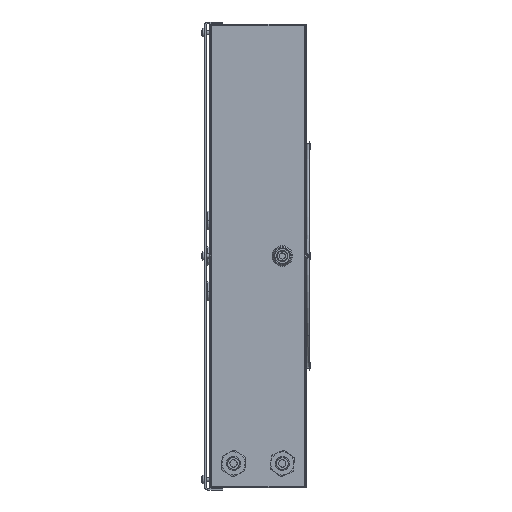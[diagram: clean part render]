
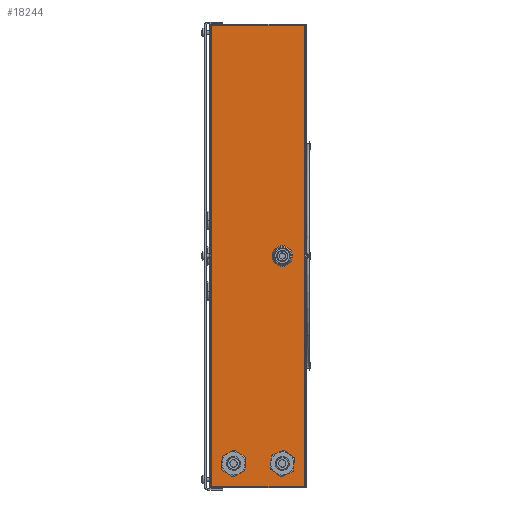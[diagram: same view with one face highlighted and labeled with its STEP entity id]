
A CAD part, left-side view. The second image highlights one B-rep face of the part: STEP entity #18244.
In plain terms, the highlighted planar face has unit normal (-1, 0, 0).
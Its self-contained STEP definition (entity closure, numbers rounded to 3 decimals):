
#180 = AXIS2_PLACEMENT_3D ( 'NONE', #18330, #32791, #6541 ) ;
#363 = ORIENTED_EDGE ( 'NONE', *, *, #5063, .T. ) ;
#743 = DIRECTION ( 'NONE',  ( 0., 1., 0. ) ) ;
#1481 = CARTESIAN_POINT ( 'NONE',  ( -600., 80., 188.929 ) ) ;
#1609 = ORIENTED_EDGE ( 'NONE', *, *, #8722, .T. ) ;
#1791 = VERTEX_POINT ( 'NONE', #36055 ) ;
#1924 = AXIS2_PLACEMENT_3D ( 'NONE', #23321, #29450, #5713 ) ;
#3070 = CARTESIAN_POINT ( 'NONE',  ( -600., 52.5, -170. ) ) ;
#3296 = EDGE_CURVE ( 'NONE', #6505, #29225, #30056, .T. ) ;
#3503 = CARTESIAN_POINT ( 'NONE',  ( -600., 20., 8.375 ) ) ;
#3625 = ORIENTED_EDGE ( 'NONE', *, *, #20274, .F. ) ;
#4252 = CARTESIAN_POINT ( 'NONE',  ( -600., 12.5, -170. ) ) ;
#4432 = DIRECTION ( 'NONE',  ( 0., 1., 0. ) ) ;
#4921 = VERTEX_POINT ( 'NONE', #22748 ) ;
#5063 = EDGE_CURVE ( 'NONE', #17662, #16992, #8789, .T. ) ;
#5414 = CARTESIAN_POINT ( 'NONE',  ( -600., 20., -8.375 ) ) ;
#5423 = CIRCLE ( 'NONE', #31429, 7.5 ) ;
#5649 = VECTOR ( 'NONE', #34923, 1000. ) ;
#5713 = DIRECTION ( 'NONE',  ( 0., 1., 0. ) ) ;
#6176 = FACE_OUTER_BOUND ( 'NONE', #14146, .T. ) ;
#6219 = CARTESIAN_POINT ( 'NONE',  ( -600., 20., 0. ) ) ;
#6282 = ORIENTED_EDGE ( 'NONE', *, *, #27689, .F. ) ;
#6417 = CARTESIAN_POINT ( 'NONE',  ( -600., 67.5, -170. ) ) ;
#6505 = VERTEX_POINT ( 'NONE', #3503 ) ;
#6541 = DIRECTION ( 'NONE',  ( 0., 1., 0. ) ) ;
#6599 = FACE_BOUND ( 'NONE', #13399, .T. ) ;
#6739 = AXIS2_PLACEMENT_3D ( 'NONE', #15198, #35341, #9245 ) ;
#8217 = CIRCLE ( 'NONE', #6739, 7.5 ) ;
#8310 = EDGE_CURVE ( 'NONE', #30041, #27841, #8217, .T. ) ;
#8722 = EDGE_CURVE ( 'NONE', #29225, #6505, #24111, .T. ) ;
#8789 = LINE ( 'NONE', #20125, #22873 ) ;
#9223 = VECTOR ( 'NONE', #4432, 1000. ) ;
#9245 = DIRECTION ( 'NONE',  ( 0., -1., 0. ) ) ;
#11288 = CIRCLE ( 'NONE', #32158, 7.5 ) ;
#12766 = EDGE_CURVE ( 'NONE', #36202, #16992, #36769, .T. ) ;
#13399 = EDGE_LOOP ( 'NONE', ( #28440, #33268 ) ) ;
#13515 = ORIENTED_EDGE ( 'NONE', *, *, #12766, .F. ) ;
#13681 = AXIS2_PLACEMENT_3D ( 'NONE', #6219, #26459, #743 ) ;
#14146 = EDGE_LOOP ( 'NONE', ( #363, #13515, #6282, #16971 ) ) ;
#14498 = EDGE_CURVE ( 'NONE', #1791, #17662, #26431, .T. ) ;
#14946 = DIRECTION ( 'NONE',  ( 0., 1., 0. ) ) ;
#15198 = CARTESIAN_POINT ( 'NONE',  ( -600., 60., -170. ) ) ;
#16971 = ORIENTED_EDGE ( 'NONE', *, *, #14498, .T. ) ;
#16992 = VERTEX_POINT ( 'NONE', #17990 ) ;
#17662 = VERTEX_POINT ( 'NONE', #23496 ) ;
#17949 = DIRECTION ( 'NONE',  ( -1., 0., 0. ) ) ;
#17990 = CARTESIAN_POINT ( 'NONE',  ( -600., 78., -188.929 ) ) ;
#18244 = ADVANCED_FACE ( 'NONE', ( #20642, #6599, #21593, #6176 ), #23086, .F. ) ;
#18330 = CARTESIAN_POINT ( 'NONE',  ( -600., 20., 0. ) ) ;
#18395 = LINE ( 'NONE', #26416, #5649 ) ;
#20125 = CARTESIAN_POINT ( 'NONE',  ( -600., 78., 188.929 ) ) ;
#20274 = EDGE_CURVE ( 'NONE', #27841, #30041, #34471, .T. ) ;
#20642 = FACE_BOUND ( 'NONE', #28926, .T. ) ;
#20783 = EDGE_LOOP ( 'NONE', ( #23655, #3625 ) ) ;
#21593 = FACE_BOUND ( 'NONE', #20783, .T. ) ;
#21826 = EDGE_CURVE ( 'NONE', #24380, #4921, #11288, .T. ) ;
#21972 = DIRECTION ( 'NONE',  ( 0., -1., 0. ) ) ;
#22322 = CARTESIAN_POINT ( 'NONE',  ( -600., 60., -170. ) ) ;
#22748 = CARTESIAN_POINT ( 'NONE',  ( -600., 27.5, -170. ) ) ;
#22873 = VECTOR ( 'NONE', #25634, 1000. ) ;
#23086 = PLANE ( 'NONE',  #1924 ) ;
#23321 = CARTESIAN_POINT ( 'NONE',  ( -600., 80., -190. ) ) ;
#23496 = CARTESIAN_POINT ( 'NONE',  ( -600., 78., 188.929 ) ) ;
#23655 = ORIENTED_EDGE ( 'NONE', *, *, #8310, .F. ) ;
#23793 = DIRECTION ( 'NONE',  ( 0., -1., 0. ) ) ;
#23922 = CARTESIAN_POINT ( 'NONE',  ( -600., 20., -170. ) ) ;
#24111 = CIRCLE ( 'NONE', #180, 8.375 ) ;
#24380 = VERTEX_POINT ( 'NONE', #4252 ) ;
#25634 = DIRECTION ( 'NONE',  ( 0., 0., -1. ) ) ;
#26244 = CARTESIAN_POINT ( 'NONE',  ( -600., 2., -188.929 ) ) ;
#26416 = CARTESIAN_POINT ( 'NONE',  ( -600., 2., -190. ) ) ;
#26431 = LINE ( 'NONE', #1481, #9223 ) ;
#26459 = DIRECTION ( 'NONE',  ( 1., 0., 0. ) ) ;
#26559 = DIRECTION ( 'NONE',  ( -1., 0., 0. ) ) ;
#26879 = ORIENTED_EDGE ( 'NONE', *, *, #3296, .T. ) ;
#27689 = EDGE_CURVE ( 'NONE', #1791, #36202, #18395, .T. ) ;
#27841 = VERTEX_POINT ( 'NONE', #6417 ) ;
#28440 = ORIENTED_EDGE ( 'NONE', *, *, #21826, .F. ) ;
#28926 = EDGE_LOOP ( 'NONE', ( #26879, #1609 ) ) ;
#29225 = VERTEX_POINT ( 'NONE', #5414 ) ;
#29450 = DIRECTION ( 'NONE',  ( 1., 0., 0. ) ) ;
#30041 = VERTEX_POINT ( 'NONE', #3070 ) ;
#30056 = CIRCLE ( 'NONE', #13681, 8.375 ) ;
#30741 = DIRECTION ( 'NONE',  ( -1., 0., 0. ) ) ;
#31429 = AXIS2_PLACEMENT_3D ( 'NONE', #35031, #17949, #35156 ) ;
#32158 = AXIS2_PLACEMENT_3D ( 'NONE', #23922, #26559, #23793 ) ;
#32338 = CARTESIAN_POINT ( 'NONE',  ( -600., 1., -188.929 ) ) ;
#32791 = DIRECTION ( 'NONE',  ( 1., 0., 0. ) ) ;
#33268 = ORIENTED_EDGE ( 'NONE', *, *, #37575, .F. ) ;
#34471 = CIRCLE ( 'NONE', #37215, 7.5 ) ;
#34923 = DIRECTION ( 'NONE',  ( 0., 0., -1. ) ) ;
#35031 = CARTESIAN_POINT ( 'NONE',  ( -600., 20., -170. ) ) ;
#35156 = DIRECTION ( 'NONE',  ( 0., -1., 0. ) ) ;
#35341 = DIRECTION ( 'NONE',  ( -1., 0., 0. ) ) ;
#35824 = VECTOR ( 'NONE', #14946, 1000. ) ;
#36055 = CARTESIAN_POINT ( 'NONE',  ( -600., 2., 188.929 ) ) ;
#36202 = VERTEX_POINT ( 'NONE', #26244 ) ;
#36769 = LINE ( 'NONE', #32338, #35824 ) ;
#37215 = AXIS2_PLACEMENT_3D ( 'NONE', #22322, #30741, #21972 ) ;
#37575 = EDGE_CURVE ( 'NONE', #4921, #24380, #5423, .T. ) ;
